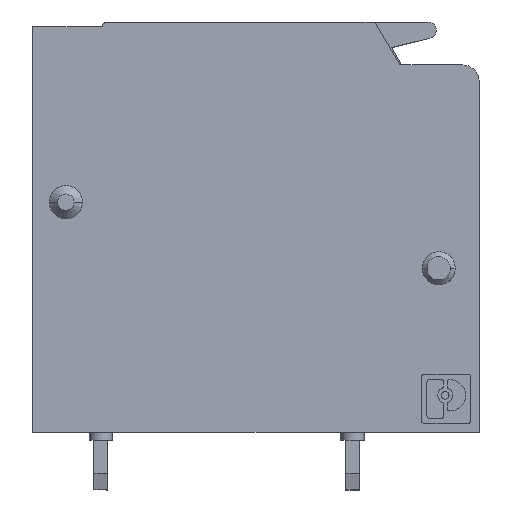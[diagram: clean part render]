
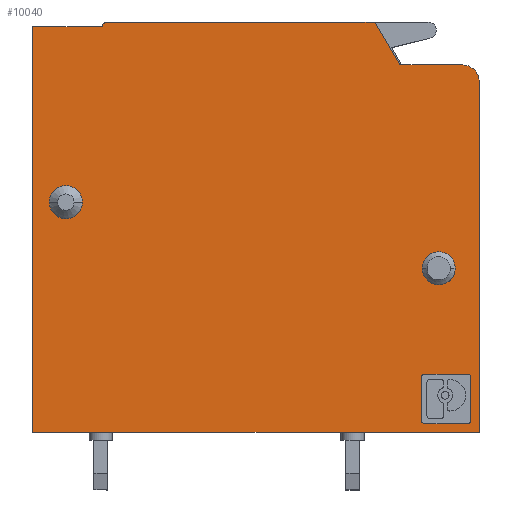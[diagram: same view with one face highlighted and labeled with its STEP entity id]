
A CAD part, top view. The second image highlights one B-rep face of the part: STEP entity #10040.
In plain terms, the highlighted planar face has unit normal (0, 0, 1).
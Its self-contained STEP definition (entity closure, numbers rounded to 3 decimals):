
#200=CARTESIAN_POINT('',(443.1,134.9,
   0.));
#210=VERTEX_POINT('',#200);
#240=CARTESIAN_POINT('',(443.1,0.,
   0.));
#250=DIRECTION('',(0.,-1.,
   0.));
#260=VECTOR('',#250,1.);
#270=LINE('',#240,#260);
#280=CARTESIAN_POINT('',(443.1,110.4,
   0.));
#290=VERTEX_POINT('',#280);
#300=EDGE_CURVE('',#210,#290,#270,.T.);
#1020=CARTESIAN_POINT('',(447.3,134.9,
   0.));
#1030=VERTEX_POINT('',#1020);
#1060=CARTESIAN_POINT('',(447.3,134.9,
   0.));
#1070=DIRECTION('',(-1.,0.,
   0.));
#1080=VECTOR('',#1070,1.);
#1090=LINE('',#1060,#1080);
#1100=EDGE_CURVE('',#1030,#210,#1090,.T.);
#5550=CARTESIAN_POINT('',(463.799,135.2,
   0.));
#5560=VERTEX_POINT('',#5550);
#5590=CARTESIAN_POINT('',(448.1,135.2,
   0.));
#5600=DIRECTION('',(-1.,0.,
   0.));
#5610=VECTOR('',#5600,1.);
#5620=LINE('',#5590,#5610);
#5630=CARTESIAN_POINT('',(447.6,135.2,
   0.));
#5640=VERTEX_POINT('',#5630);
#5650=EDGE_CURVE('',#5560,#5640,#5620,.T.);
#8480=CARTESIAN_POINT('',(0.,0.,
   0.));
#8490=DIRECTION('',(0.,0.,
   1.));
#8500=DIRECTION('',(1.,0.,
   0.));
#8510=AXIS2_PLACEMENT_3D('',#8480,#8490,#8500);
#8520=PLANE('',#8510);
#8530=CARTESIAN_POINT('',(465.3,132.6,
   0.));
#8540=DIRECTION('',(-0.5,0.866,
   0.));
#8550=VECTOR('',#8540,1.);
#8560=LINE('',#8530,#8550);
#8570=CARTESIAN_POINT('',(465.3,132.6,
   0.));
#8580=VERTEX_POINT('',#8570);
#8590=EDGE_CURVE('',#8580,#5560,#8560,.T.);
#8600=ORIENTED_EDGE('',*,*,#8590,.T.);
#8610=CARTESIAN_POINT('',(469.1,132.6,
   0.));
#8620=DIRECTION('',(-1.,0.,
   0.));
#8630=VECTOR('',#8620,1.);
#8640=LINE('',#8610,#8630);
#8650=CARTESIAN_POINT('',(469.1,132.6,
   0.));
#8660=VERTEX_POINT('',#8650);
#8670=EDGE_CURVE('',#8660,#8580,#8640,.T.);
#8680=ORIENTED_EDGE('',*,*,#8670,.T.);
#8690=CARTESIAN_POINT('',(469.1,131.6,
   0.));
#8700=DIRECTION('',(0.,0.,
   1.));
#8710=DIRECTION('',(1.,0.,
   0.));
#8720=AXIS2_PLACEMENT_3D('',#8690,#8700,#8710);
#8730=CIRCLE('',#8720,1.);
#8740=CARTESIAN_POINT('',(470.1,131.6,
   0.));
#8750=VERTEX_POINT('',#8740);
#8760=EDGE_CURVE('',#8750,#8660,#8730,.T.);
#8770=ORIENTED_EDGE('',*,*,#8760,.T.);
#8780=CARTESIAN_POINT('',(470.1,110.4,
   0.));
#8790=DIRECTION('',(0.,1.,
   0.));
#8800=VECTOR('',#8790,1.);
#8810=LINE('',#8780,#8800);
#8820=CARTESIAN_POINT('',(470.1,110.4,
   0.));
#8830=VERTEX_POINT('',#8820);
#8840=EDGE_CURVE('',#8830,#8750,#8810,.T.);
#8850=ORIENTED_EDGE('',*,*,#8840,.T.);
#8860=CARTESIAN_POINT('',(443.1,110.4,
   0.));
#8870=DIRECTION('',(1.,0.,
   0.));
#8880=VECTOR('',#8870,1.);
#8890=LINE('',#8860,#8880);
#8900=EDGE_CURVE('',#290,#8830,#8890,.T.);
#8910=ORIENTED_EDGE('',*,*,#8900,.T.);
#8920=ORIENTED_EDGE('',*,*,#300,.T.);
#8930=ORIENTED_EDGE('',*,*,#1100,.T.);
#8940=CARTESIAN_POINT('',(447.6,134.9,
   0.));
#8950=DIRECTION('',(0.,0.,
   1.));
#8960=DIRECTION('',(1.,0.,
   0.));
#8970=AXIS2_PLACEMENT_3D('',#8940,#8950,#8960);
#8980=CIRCLE('',#8970,0.3);
#8990=EDGE_CURVE('',#5640,#1030,#8980,.T.);
#9000=ORIENTED_EDGE('',*,*,#8990,.T.);
#9010=ORIENTED_EDGE('',*,*,#5650,.T.);
#9020=EDGE_LOOP('',(#9010,#9000,#8930,#8920,#8910,#8850,#8770,#8680,
   #8600));
#9030=FACE_OUTER_BOUND('',#9020,.T.);
#9040=CARTESIAN_POINT('',(0.,110.9,
   0.));
#9050=DIRECTION('',(1.,0.,
   0.));
#9060=VECTOR('',#9050,1.);
#9070=LINE('',#9040,#9060);
#9080=CARTESIAN_POINT('',(466.811,110.9,
   0.));
#9090=VERTEX_POINT('',#9080);
#9100=CARTESIAN_POINT('',(469.389,110.9,
   0.));
#9110=VERTEX_POINT('',#9100);
#9120=EDGE_CURVE('',#9090,#9110,#9070,.T.);
#9130=ORIENTED_EDGE('',*,*,#9120,.F.);
#9140=CARTESIAN_POINT('',(469.389,111.111,
   0.));
#9150=DIRECTION('',(0.,0.,
   1.));
#9160=DIRECTION('',(1.,0.,
   0.));
#9170=AXIS2_PLACEMENT_3D('',#9140,#9150,#9160);
#9180=CIRCLE('',#9170,0.211);
#9190=CARTESIAN_POINT('',(469.6,111.111,
   0.));
#9200=VERTEX_POINT('',#9190);
#9210=EDGE_CURVE('',#9110,#9200,#9180,.T.);
#9220=ORIENTED_EDGE('',*,*,#9210,.F.);
#9230=CARTESIAN_POINT('',(469.6,0.,
   0.));
#9240=DIRECTION('',(0.,1.,
   0.));
#9250=VECTOR('',#9240,1.);
#9260=LINE('',#9230,#9250);
#9270=CARTESIAN_POINT('',(469.6,113.689,
   0.));
#9280=VERTEX_POINT('',#9270);
#9290=EDGE_CURVE('',#9200,#9280,#9260,.T.);
#9300=ORIENTED_EDGE('',*,*,#9290,.F.);
#9310=CARTESIAN_POINT('',(469.389,113.689,
   0.));
#9320=DIRECTION('',(0.,0.,
   1.));
#9330=DIRECTION('',(1.,0.,
   0.));
#9340=AXIS2_PLACEMENT_3D('',#9310,#9320,#9330);
#9350=CIRCLE('',#9340,0.211);
#9360=CARTESIAN_POINT('',(469.389,113.9,
   0.));
#9370=VERTEX_POINT('',#9360);
#9380=EDGE_CURVE('',#9280,#9370,#9350,.T.);
#9390=ORIENTED_EDGE('',*,*,#9380,.F.);
#9400=CARTESIAN_POINT('',(0.,113.9,
   0.));
#9410=DIRECTION('',(-1.,0.,
   0.));
#9420=VECTOR('',#9410,1.);
#9430=LINE('',#9400,#9420);
#9440=CARTESIAN_POINT('',(466.811,113.9,
   0.));
#9450=VERTEX_POINT('',#9440);
#9460=EDGE_CURVE('',#9370,#9450,#9430,.T.);
#9470=ORIENTED_EDGE('',*,*,#9460,.F.);
#9480=CARTESIAN_POINT('',(466.811,113.689,
   0.));
#9490=DIRECTION('',(0.,0.,
   1.));
#9500=DIRECTION('',(1.,0.,
   0.));
#9510=AXIS2_PLACEMENT_3D('',#9480,#9490,#9500);
#9520=CIRCLE('',#9510,0.211);
#9530=CARTESIAN_POINT('',(466.6,113.689,
   0.));
#9540=VERTEX_POINT('',#9530);
#9550=EDGE_CURVE('',#9450,#9540,#9520,.T.);
#9560=ORIENTED_EDGE('',*,*,#9550,.F.);
#9570=CARTESIAN_POINT('',(466.6,0.,
   0.));
#9580=DIRECTION('',(0.,-1.,
   0.));
#9590=VECTOR('',#9580,1.);
#9600=LINE('',#9570,#9590);
#9610=CARTESIAN_POINT('',(466.6,111.111,
   0.));
#9620=VERTEX_POINT('',#9610);
#9630=EDGE_CURVE('',#9540,#9620,#9600,.T.);
#9640=ORIENTED_EDGE('',*,*,#9630,.F.);
#9650=CARTESIAN_POINT('',(466.811,111.111,
   0.));
#9660=DIRECTION('',(0.,0.,
   1.));
#9670=DIRECTION('',(1.,0.,
   0.));
#9680=AXIS2_PLACEMENT_3D('',#9650,#9660,#9670);
#9690=CIRCLE('',#9680,0.211);
#9700=EDGE_CURVE('',#9620,#9090,#9690,.T.);
#9710=ORIENTED_EDGE('',*,*,#9700,.F.);
#9720=EDGE_LOOP('',(#9710,#9640,#9560,#9470,#9390,#9300,#9220,#9130));
#9730=FACE_BOUND('',#9720,.T.);
#9740=CARTESIAN_POINT('',(467.65,120.3,
   0.));
#9750=DIRECTION('',(0.,0.,
   1.));
#9760=DIRECTION('',(1.,0.,
   0.));
#9770=AXIS2_PLACEMENT_3D('',#9740,#9750,#9760);
#9780=CIRCLE('',#9770,1.);
#9790=CARTESIAN_POINT('',(468.65,120.3,
   0.));
#9800=VERTEX_POINT('',#9790);
#9810=CARTESIAN_POINT('',(466.65,120.3,
   0.));
#9820=VERTEX_POINT('',#9810);
#9830=EDGE_CURVE('',#9800,#9820,#9780,.T.);
#9840=ORIENTED_EDGE('',*,*,#9830,.F.);
#9850=EDGE_CURVE('',#9820,#9800,#9780,.T.);
#9860=ORIENTED_EDGE('',*,*,#9850,.F.);
#9870=EDGE_LOOP('',(#9860,#9840));
#9880=FACE_BOUND('',#9870,.T.);
#9890=CARTESIAN_POINT('',(445.1,124.3,
   0.));
#9900=DIRECTION('',(0.,0.,
   1.));
#9910=DIRECTION('',(1.,0.,
   0.));
#9920=AXIS2_PLACEMENT_3D('',#9890,#9900,#9910);
#9930=CIRCLE('',#9920,1.);
#9940=CARTESIAN_POINT('',(446.1,124.3,
   0.));
#9950=VERTEX_POINT('',#9940);
#9960=CARTESIAN_POINT('',(444.1,124.3,
   0.));
#9970=VERTEX_POINT('',#9960);
#9980=EDGE_CURVE('',#9950,#9970,#9930,.T.);
#9990=ORIENTED_EDGE('',*,*,#9980,.F.);
#10000=EDGE_CURVE('',#9970,#9950,#9930,.T.);
#10010=ORIENTED_EDGE('',*,*,#10000,.F.);
#10020=EDGE_LOOP('',(#10010,#9990));
#10030=FACE_BOUND('',#10020,.T.);
#10040=ADVANCED_FACE('',(#9030,#9730,#9880,#10030),#8520,.T.);
